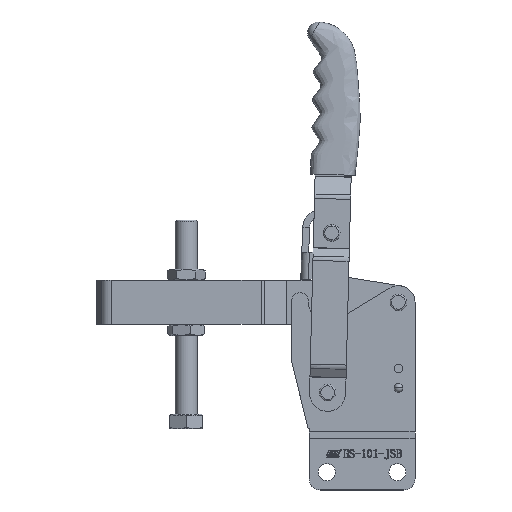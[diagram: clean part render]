
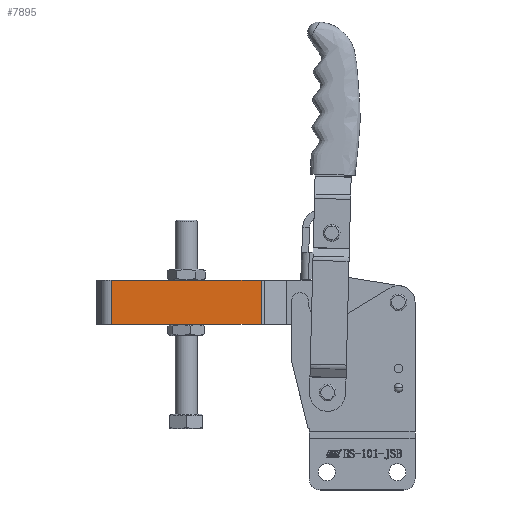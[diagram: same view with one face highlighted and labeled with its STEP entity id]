
A CAD part, top view. The second image highlights one B-rep face of the part: STEP entity #7895.
In plain terms, the highlighted face is planar.
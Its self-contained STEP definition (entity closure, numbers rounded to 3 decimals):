
#1159 = EDGE_CURVE ( 'NONE', #22151, #21948, #26414, .T. ) ;
#1698 = AXIS2_PLACEMENT_3D ( 'NONE', #16414, #16422, #16423 ) ;
#2198 = CARTESIAN_POINT ( 'NONE',  ( 13.35, -113.765, 35.9 ) ) ;
#2223 = CARTESIAN_POINT ( 'NONE',  ( 13.35, -5.947, 4.1 ) ) ;
#2282 = CARTESIAN_POINT ( 'NONE',  ( 13.35, -5.947, 35.9 ) ) ;
#2286 = CARTESIAN_POINT ( 'NONE',  ( 13.35, -113.765, 4.1 ) ) ;
#4890 = EDGE_CURVE ( 'NONE', #22006, #22162, #26937, .T. ) ;
#4945 = EDGE_CURVE ( 'NONE', #21948, #22162, #26985, .T. ) ;
#4947 = EDGE_CURVE ( 'NONE', #22151, #22006, #26987, .T. ) ;
#7895 = ADVANCED_FACE ( 'NONE', ( #27245 ), #16419, .T. ) ;
#8692 = EDGE_LOOP ( 'NONE', ( #12268, #12262, #12263, #12264 ) ) ;
#12262 = ORIENTED_EDGE ( 'NONE', *, *, #1159, .T. ) ;
#12263 = ORIENTED_EDGE ( 'NONE', *, *, #4945, .T. ) ;
#12264 = ORIENTED_EDGE ( 'NONE', *, *, #4890, .F. ) ;
#12268 = ORIENTED_EDGE ( 'NONE', *, *, #4947, .F. ) ;
#16414 = CARTESIAN_POINT ( 'NONE',  ( 13.35, -5.947, 40. ) ) ;
#16419 = PLANE ( 'NONE',  #1698 ) ;
#16422 = DIRECTION ( 'NONE',  ( 1., 0., 0. ) ) ;
#16423 = DIRECTION ( 'NONE',  ( 0., 1., 0. ) ) ;
#21948 = VERTEX_POINT ( 'NONE', #2198 ) ;
#22006 = VERTEX_POINT ( 'NONE', #2223 ) ;
#22151 = VERTEX_POINT ( 'NONE', #2282 ) ;
#22162 = VERTEX_POINT ( 'NONE', #2286 ) ;
#25906 = CARTESIAN_POINT ( 'NONE',  ( 13.35, 0., 4.1 ) ) ;
#25918 = DIRECTION ( 'NONE',  ( 0., -1., 0. ) ) ;
#25982 = CARTESIAN_POINT ( 'NONE',  ( 13.35, -113.765, 40. ) ) ;
#25983 = DIRECTION ( 'NONE',  ( 0., 0., -1. ) ) ;
#25984 = CARTESIAN_POINT ( 'NONE',  ( 13.35, -5.947, 40. ) ) ;
#25985 = DIRECTION ( 'NONE',  ( 0., 0., -1. ) ) ;
#26414 = LINE ( 'NONE', #30043, #26417 ) ;
#26417 = VECTOR ( 'NONE', #30046, 1000. ) ;
#26937 = LINE ( 'NONE', #25906, #26946 ) ;
#26946 = VECTOR ( 'NONE', #25918, 1000. ) ;
#26985 = LINE ( 'NONE', #25982, #26988 ) ;
#26987 = LINE ( 'NONE', #25984, #26990 ) ;
#26988 = VECTOR ( 'NONE', #25983, 1000. ) ;
#26990 = VECTOR ( 'NONE', #25985, 1000. ) ;
#27245 = FACE_OUTER_BOUND ( 'NONE', #8692, .T. ) ;
#30043 = CARTESIAN_POINT ( 'NONE',  ( 13.35, 0., 35.9 ) ) ;
#30046 = DIRECTION ( 'NONE',  ( 0., -1., 0. ) ) ;
